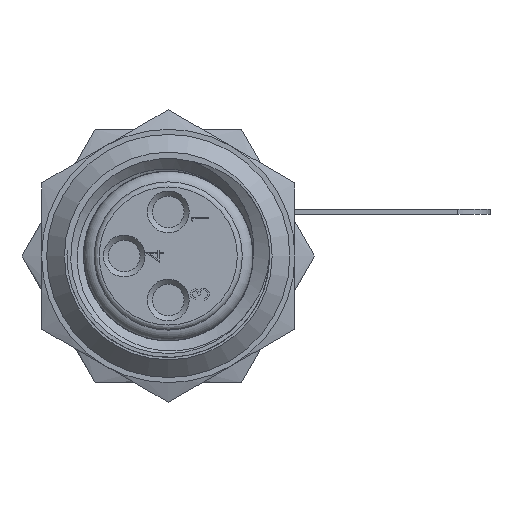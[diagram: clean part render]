
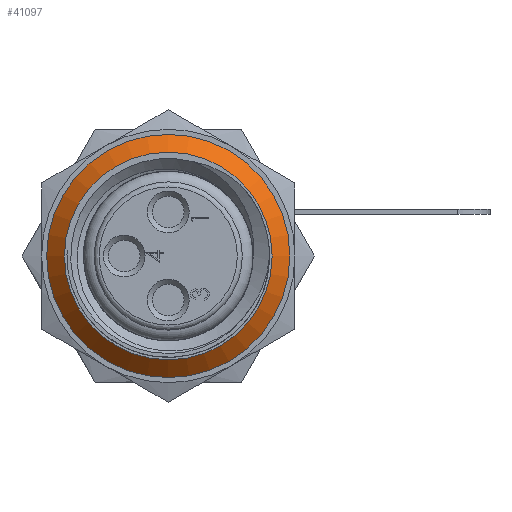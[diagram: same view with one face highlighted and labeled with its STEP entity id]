
A CAD part, left-side view. The second image highlights one B-rep face of the part: STEP entity #41097.
In plain terms, the highlighted conical face has half-angle 45 degrees and reference radius 4.8 mm.
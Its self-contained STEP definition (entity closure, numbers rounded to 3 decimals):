
#354 = AXIS2_PLACEMENT_3D ( 'NONE', #38147, #15322, #41988 ) ;
#576 = FACE_BOUND ( 'NONE', #28917, .T. ) ;
#7141 = CONICAL_SURFACE ( 'NONE', #42714, 4.8, 0.785 ) ;
#7699 = CARTESIAN_POINT ( 'NONE',  ( 4.1, 0., 0. ) ) ;
#8337 = FACE_OUTER_BOUND ( 'NONE', #30770, .T. ) ;
#10407 = CARTESIAN_POINT ( 'NONE',  ( 0., 0., -0.7 ) ) ;
#15322 = DIRECTION ( 'NONE',  ( 0., 0., 1. ) ) ;
#17657 = ORIENTED_EDGE ( 'NONE', *, *, #28033, .T. ) ;
#18977 = CARTESIAN_POINT ( 'NONE',  ( 4.8, 0., -0.7 ) ) ;
#19428 = ORIENTED_EDGE ( 'NONE', *, *, #37863, .F. ) ;
#19879 = AXIS2_PLACEMENT_3D ( 'NONE', #20348, #47065, #24220 ) ;
#20216 = VERTEX_POINT ( 'NONE', #7699 ) ;
#20348 = CARTESIAN_POINT ( 'NONE',  ( 0., 0., 0. ) ) ;
#24220 = DIRECTION ( 'NONE',  ( 1., 0., 0. ) ) ;
#28033 = EDGE_CURVE ( 'NONE', #41694, #41694, #37761, .T. ) ;
#28917 = EDGE_LOOP ( 'NONE', ( #19428 ) ) ;
#30770 = EDGE_LOOP ( 'NONE', ( #17657 ) ) ;
#33226 = DIRECTION ( 'NONE',  ( -1., 0., 0. ) ) ;
#33383 = DIRECTION ( 'NONE',  ( 0., 0., -1. ) ) ;
#37761 = CIRCLE ( 'NONE', #354, 4.8 ) ;
#37863 = EDGE_CURVE ( 'NONE', #20216, #20216, #47159, .T. ) ;
#38147 = CARTESIAN_POINT ( 'NONE',  ( 0., 0., -0.7 ) ) ;
#41097 = ADVANCED_FACE ( 'NONE', ( #576, #8337 ), #7141, .T. ) ;
#41694 = VERTEX_POINT ( 'NONE', #18977 ) ;
#41988 = DIRECTION ( 'NONE',  ( 1., 0., 0. ) ) ;
#42714 = AXIS2_PLACEMENT_3D ( 'NONE', #10407, #33383, #33226 ) ;
#47065 = DIRECTION ( 'NONE',  ( 0., 0., 1. ) ) ;
#47159 = CIRCLE ( 'NONE', #19879, 4.1 ) ;
